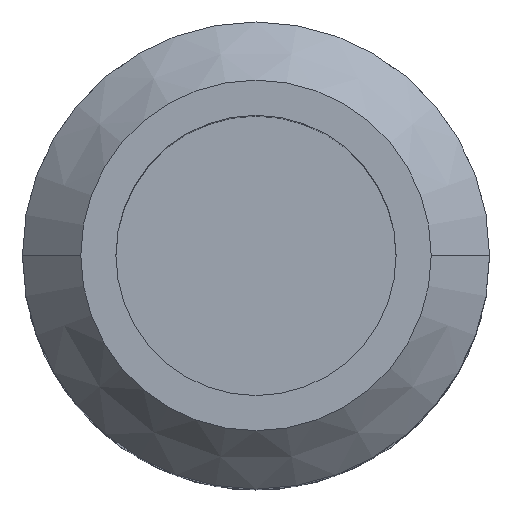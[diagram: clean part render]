
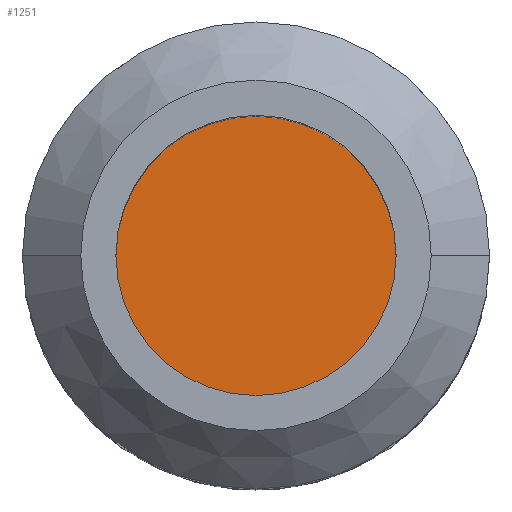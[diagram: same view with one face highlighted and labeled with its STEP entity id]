
A CAD part, top view. The second image highlights one B-rep face of the part: STEP entity #1251.
In plain terms, the highlighted planar face has unit normal (0, 0, 1).
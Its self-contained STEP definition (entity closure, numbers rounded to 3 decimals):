
#61 = EDGE_CURVE ( 'NONE', #1065, #1509, #966, .T. ) ;
#107 = ORIENTED_EDGE ( 'NONE', *, *, #61, .F. ) ;
#139 = CARTESIAN_POINT ( 'NONE',  ( 19.05, 0., 49.3 ) ) ;
#176 = AXIS2_PLACEMENT_3D ( 'NONE', #910, #906, #890 ) ;
#242 = CIRCLE ( 'NONE', #176, 19.05 ) ;
#280 = DIRECTION ( 'NONE',  ( 0., 0., -1. ) ) ;
#407 = CARTESIAN_POINT ( 'NONE',  ( 0., 19.05, 49.3 ) ) ;
#413 = EDGE_LOOP ( 'NONE', ( #520, #107 ) ) ;
#431 = PLANE ( 'NONE',  #745 ) ;
#438 = DIRECTION ( 'NONE',  ( -1., 0., 0. ) ) ;
#519 = EDGE_CURVE ( 'NONE', #1509, #1065, #242, .T. ) ;
#520 = ORIENTED_EDGE ( 'NONE', *, *, #519, .F. ) ;
#745 = AXIS2_PLACEMENT_3D ( 'NONE', #407, #280, #438 ) ;
#861 = AXIS2_PLACEMENT_3D ( 'NONE', #1247, #1259, #1267 ) ;
#890 = DIRECTION ( 'NONE',  ( -1., 0., 0. ) ) ;
#906 = DIRECTION ( 'NONE',  ( 0., 0., -1. ) ) ;
#910 = CARTESIAN_POINT ( 'NONE',  ( 0., 0., 49.3 ) ) ;
#966 = CIRCLE ( 'NONE', #861, 19.05 ) ;
#1065 = VERTEX_POINT ( 'NONE', #139 ) ;
#1174 = FACE_OUTER_BOUND ( 'NONE', #413, .T. ) ;
#1247 = CARTESIAN_POINT ( 'NONE',  ( 0., 0., 49.3 ) ) ;
#1251 = ADVANCED_FACE ( 'NONE', ( #1174 ), #431, .F. ) ;
#1259 = DIRECTION ( 'NONE',  ( 0., 0., -1. ) ) ;
#1267 = DIRECTION ( 'NONE',  ( -1., 0., 0. ) ) ;
#1328 = CARTESIAN_POINT ( 'NONE',  ( -19.05, 0., 49.3 ) ) ;
#1509 = VERTEX_POINT ( 'NONE', #1328 ) ;
